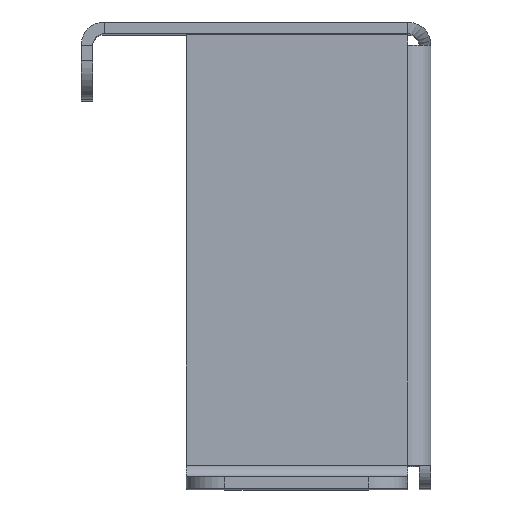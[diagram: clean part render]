
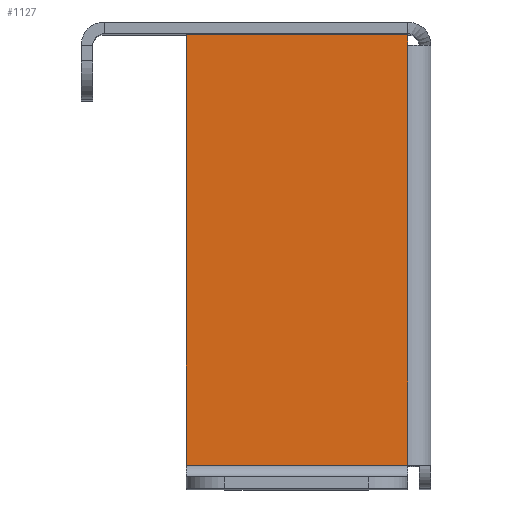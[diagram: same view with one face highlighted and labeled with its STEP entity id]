
A CAD part, top view. The second image highlights one B-rep face of the part: STEP entity #1127.
In plain terms, the highlighted planar face has unit normal (0, 0, 1).
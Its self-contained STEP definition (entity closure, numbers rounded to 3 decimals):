
#27 = DIRECTION ( 'NONE',  ( -1., 0., 0. ) ) ;
#53 = VERTEX_POINT ( 'NONE', #559 ) ;
#61 = VERTEX_POINT ( 'NONE', #575 ) ;
#72 = VECTOR ( 'NONE', #1622, 1000. ) ;
#107 = VECTOR ( 'NONE', #287, 1000. ) ;
#129 = VERTEX_POINT ( 'NONE', #1599 ) ;
#201 = CARTESIAN_POINT ( 'NONE',  ( 42., -57., 50. ) ) ;
#287 = DIRECTION ( 'NONE',  ( 0., -1., 0. ) ) ;
#434 = LINE ( 'NONE', #1301, #107 ) ;
#501 = DIRECTION ( 'NONE',  ( 0., 0., -1. ) ) ;
#559 = CARTESIAN_POINT ( 'NONE',  ( 42., -1.6, 50. ) ) ;
#575 = CARTESIAN_POINT ( 'NONE',  ( 13.5, -1.6, 50. ) ) ;
#624 = EDGE_CURVE ( 'NONE', #53, #61, #639, .T. ) ;
#627 = DIRECTION ( 'NONE',  ( -1., 0., 0. ) ) ;
#639 = LINE ( 'NONE', #2161, #2146 ) ;
#658 = PLANE ( 'NONE',  #788 ) ;
#708 = ORIENTED_EDGE ( 'NONE', *, *, #1334, .T. ) ;
#747 = DIRECTION ( 'NONE',  ( 0., -1., 0. ) ) ;
#788 = AXIS2_PLACEMENT_3D ( 'NONE', #1347, #501, #1160 ) ;
#1048 = CARTESIAN_POINT ( 'NONE',  ( 42., -57., 50. ) ) ;
#1127 = ADVANCED_FACE ( 'NONE', ( #1520 ), #658, .F. ) ;
#1160 = DIRECTION ( 'NONE',  ( -1., 0., 0. ) ) ;
#1247 = LINE ( 'NONE', #1451, #2212 ) ;
#1255 = VERTEX_POINT ( 'NONE', #1048 ) ;
#1290 = CARTESIAN_POINT ( 'NONE',  ( 13.5, -57., 50. ) ) ;
#1301 = CARTESIAN_POINT ( 'NONE',  ( 13.5, 0., 50. ) ) ;
#1334 = EDGE_CURVE ( 'NONE', #61, #1350, #434, .T. ) ;
#1338 = EDGE_CURVE ( 'NONE', #129, #53, #1458, .T. ) ;
#1347 = CARTESIAN_POINT ( 'NONE',  ( 0., 0., 50. ) ) ;
#1350 = VERTEX_POINT ( 'NONE', #1290 ) ;
#1385 = ORIENTED_EDGE ( 'NONE', *, *, #1734, .F. ) ;
#1419 = ORIENTED_EDGE ( 'NONE', *, *, #1917, .F. ) ;
#1451 = CARTESIAN_POINT ( 'NONE',  ( 42., -60., 50. ) ) ;
#1452 = ORIENTED_EDGE ( 'NONE', *, *, #624, .T. ) ;
#1458 = LINE ( 'NONE', #1982, #72 ) ;
#1502 = VECTOR ( 'NONE', #27, 1000. ) ;
#1520 = FACE_OUTER_BOUND ( 'NONE', #1691, .T. ) ;
#1599 = CARTESIAN_POINT ( 'NONE',  ( 42., -3., 50. ) ) ;
#1622 = DIRECTION ( 'NONE',  ( 0., 1., 0. ) ) ;
#1691 = EDGE_LOOP ( 'NONE', ( #1385, #1419, #2112, #1452, #708 ) ) ;
#1734 = EDGE_CURVE ( 'NONE', #1255, #1350, #2058, .T. ) ;
#1917 = EDGE_CURVE ( 'NONE', #129, #1255, #1247, .T. ) ;
#1982 = CARTESIAN_POINT ( 'NONE',  ( 42., -3., 50. ) ) ;
#2058 = LINE ( 'NONE', #201, #1502 ) ;
#2112 = ORIENTED_EDGE ( 'NONE', *, *, #1338, .T. ) ;
#2146 = VECTOR ( 'NONE', #627, 1000. ) ;
#2161 = CARTESIAN_POINT ( 'NONE',  ( 42., -1.6, 50. ) ) ;
#2212 = VECTOR ( 'NONE', #747, 1000. ) ;
